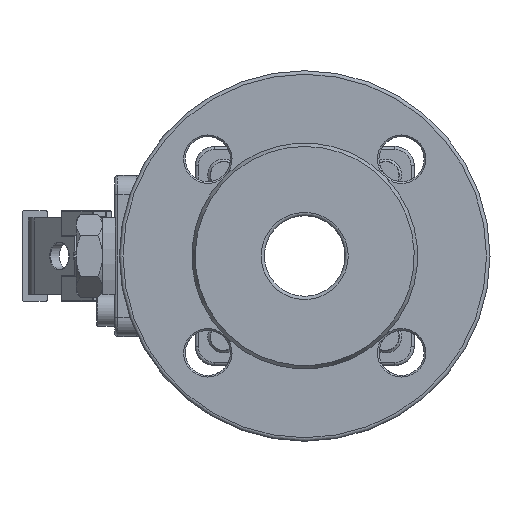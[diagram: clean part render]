
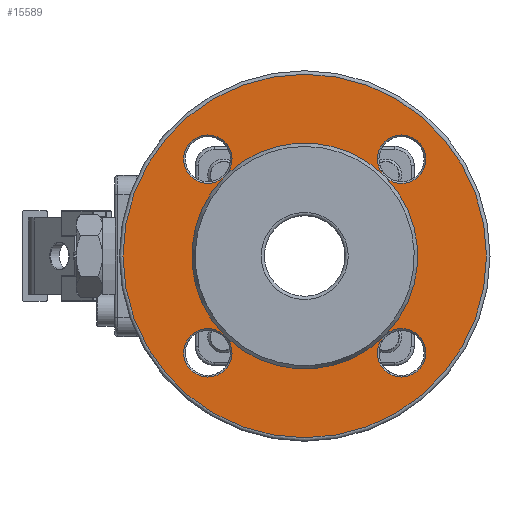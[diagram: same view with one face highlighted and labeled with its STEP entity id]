
A CAD part, left-side view. The second image highlights one B-rep face of the part: STEP entity #15589.
In plain terms, the highlighted planar face has unit normal (-1, 0, 0).
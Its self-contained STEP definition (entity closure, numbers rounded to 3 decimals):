
#408=PLANE('',#16842);
#5353=ORIENTED_EDGE('',*,*,#9306,.T.);
#5354=ORIENTED_EDGE('',*,*,#9307,.T.);
#5355=ORIENTED_EDGE('',*,*,#9308,.F.);
#5356=ORIENTED_EDGE('',*,*,#9309,.T.);
#5357=ORIENTED_EDGE('',*,*,#9310,.F.);
#5358=ORIENTED_EDGE('',*,*,#9311,.T.);
#5359=ORIENTED_EDGE('',*,*,#9312,.F.);
#5360=ORIENTED_EDGE('',*,*,#9313,.T.);
#5361=ORIENTED_EDGE('',*,*,#9314,.F.);
#9306=EDGE_CURVE('',#11282,#11282,#12385,.T.);
#9307=EDGE_CURVE('',#11283,#11284,#12386,.T.);
#9308=EDGE_CURVE('',#11285,#11284,#12387,.T.);
#9309=EDGE_CURVE('',#11285,#11286,#12388,.T.);
#9310=EDGE_CURVE('',#11287,#11286,#12389,.T.);
#9311=EDGE_CURVE('',#11287,#11288,#12390,.T.);
#9312=EDGE_CURVE('',#11289,#11288,#12391,.T.);
#9313=EDGE_CURVE('',#11289,#11290,#12392,.T.);
#9314=EDGE_CURVE('',#11283,#11290,#12393,.T.);
#11282=VERTEX_POINT('',#28422);
#11283=VERTEX_POINT('',#28424);
#11284=VERTEX_POINT('',#28425);
#11285=VERTEX_POINT('',#28427);
#11286=VERTEX_POINT('',#28429);
#11287=VERTEX_POINT('',#28431);
#11288=VERTEX_POINT('',#28433);
#11289=VERTEX_POINT('',#28435);
#11290=VERTEX_POINT('',#28437);
#12385=CIRCLE('',#16843,56.398);
#12386=CIRCLE('',#16844,7.5);
#12387=CIRCLE('',#16845,35.053);
#12388=CIRCLE('',#16846,7.5);
#12389=CIRCLE('',#16847,35.053);
#12390=CIRCLE('',#16848,7.5);
#12391=CIRCLE('',#16849,35.053);
#12392=CIRCLE('',#16850,7.5);
#12393=CIRCLE('',#16851,35.053);
#13192=EDGE_LOOP('',(#5353));
#13193=EDGE_LOOP('',(#5354,#5355,#5356,#5357,#5358,#5359,#5360,#5361));
#14353=FACE_BOUND('',#13192,.T.);
#14354=FACE_BOUND('',#13193,.T.);
#15589=ADVANCED_FACE('',(#14353,#14354),#408,.F.);
#16842=AXIS2_PLACEMENT_3D('',#28420,#19410,#19411);
#16843=AXIS2_PLACEMENT_3D('',#28421,#19412,#19413);
#16844=AXIS2_PLACEMENT_3D('',#28423,#19414,#19415);
#16845=AXIS2_PLACEMENT_3D('',#28426,#19416,#19417);
#16846=AXIS2_PLACEMENT_3D('',#28428,#19418,#19419);
#16847=AXIS2_PLACEMENT_3D('',#28430,#19420,#19421);
#16848=AXIS2_PLACEMENT_3D('',#28432,#19422,#19423);
#16849=AXIS2_PLACEMENT_3D('',#28434,#19424,#19425);
#16850=AXIS2_PLACEMENT_3D('',#28436,#19426,#19427);
#16851=AXIS2_PLACEMENT_3D('',#28438,#19428,#19429);
#19410=DIRECTION('',(1.,0.,0.));
#19411=DIRECTION('',(0.,0.,-1.));
#19412=DIRECTION('',(-1.,0.,0.));
#19413=DIRECTION('',(0.,0.,1.));
#19414=DIRECTION('',(1.,0.,0.));
#19415=DIRECTION('',(0.,0.,-1.));
#19416=DIRECTION('',(-1.,0.,0.));
#19417=DIRECTION('',(0.,0.,1.));
#19418=DIRECTION('',(1.,0.,0.));
#19419=DIRECTION('',(0.,0.,-1.));
#19420=DIRECTION('',(-1.,0.,0.));
#19421=DIRECTION('',(0.,0.,1.));
#19422=DIRECTION('',(1.,0.,0.));
#19423=DIRECTION('',(0.,0.,-1.));
#19424=DIRECTION('',(-1.,0.,0.));
#19425=DIRECTION('',(0.,0.,1.));
#19426=DIRECTION('',(1.,0.,0.));
#19427=DIRECTION('',(0.,0.,-1.));
#19428=DIRECTION('',(-1.,0.,0.));
#19429=DIRECTION('',(0.,0.,1.));
#28420=CARTESIAN_POINT('',(-54.,0.,0.));
#28421=CARTESIAN_POINT('',(-54.,0.,0.));
#28422=CARTESIAN_POINT('',(-54.,0.,56.398));
#28423=CARTESIAN_POINT('',(-54.,30.052,-30.052));
#28424=CARTESIAN_POINT('',(-54.,24.208,-25.351));
#28425=CARTESIAN_POINT('',(-54.,25.351,-24.208));
#28426=CARTESIAN_POINT('',(-54.,0.,0.));
#28427=CARTESIAN_POINT('',(-54.,25.351,24.208));
#28428=CARTESIAN_POINT('',(-54.,30.052,30.052));
#28429=CARTESIAN_POINT('',(-54.,24.208,25.351));
#28430=CARTESIAN_POINT('',(-54.,0.,0.));
#28431=CARTESIAN_POINT('',(-54.,-24.208,25.351));
#28432=CARTESIAN_POINT('',(-54.,-30.052,30.052));
#28433=CARTESIAN_POINT('',(-54.,-25.351,24.208));
#28434=CARTESIAN_POINT('',(-54.,0.,0.));
#28435=CARTESIAN_POINT('',(-54.,-25.351,-24.208));
#28436=CARTESIAN_POINT('',(-54.,-30.052,-30.052));
#28437=CARTESIAN_POINT('',(-54.,-24.208,-25.351));
#28438=CARTESIAN_POINT('',(-54.,0.,0.));
